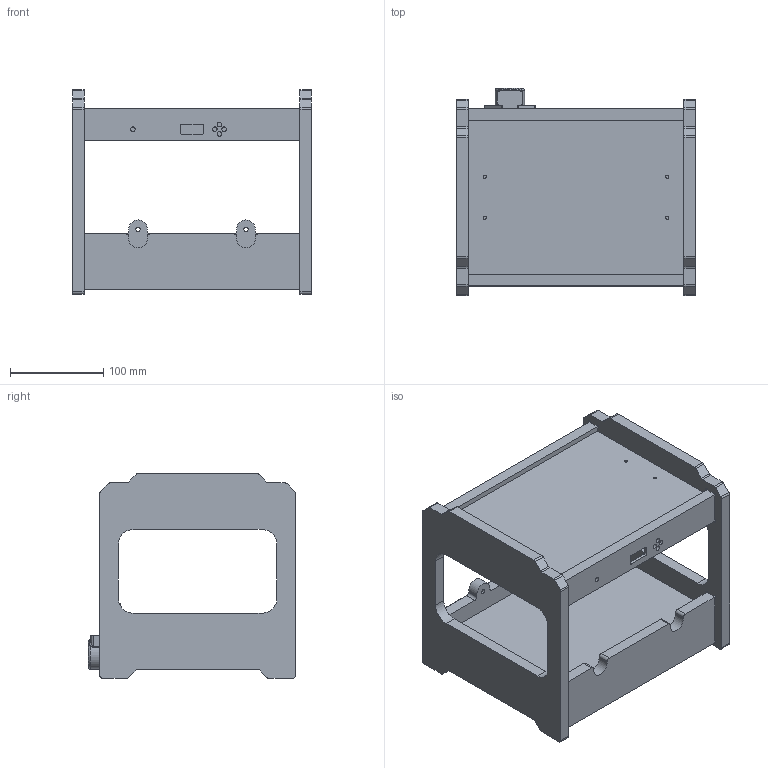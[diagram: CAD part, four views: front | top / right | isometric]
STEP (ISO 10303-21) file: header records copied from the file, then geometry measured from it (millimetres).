
FILE_DESCRIPTION(/* description */ (''),/* implementation_level */ '2;1');
FILE_NAME(/* name */ 'Microwth (12mm).step',/* time_stamp */ '2019-12-06T18:58:46+01:00',/* author */ (''),/* organization */ (''),/* preprocessor_version */ 'ST-DEVELOPER v18',/* originating_system */ 'Autodesk Translation Framework v8.12.0.6',/* authorisation */ '');
FILE_SCHEMA (('AUTOMOTIVE_DESIGN { 1 0 10303 214 3 1 1 }'));
Length unit declared in the file: millimetre
Products named in the file (12): Microwth - 1x2 - 12mm; Component2; Component3; Component4; Component5; Component6; Component7; Component1; Pump; Light assembly; Light connects; Led strip
Assembly tree (14 placements, depth 3):
  Microwth - 1x2 - 12mm
    Component1  x2
    Component2
    Component3
    Component4
    Component5
    Component6
    Component7
    Pump
    Light assembly
      Led strip  x3
      Light connects
Bounding box: 256.4 x 222.5 x 220 mm (x, y, z)
Volume: 1574347.7 mm3; surface area: 502696 mm2
Topology: 14 solids, 14 shells, 756 faces, 1990 edges, 1322 vertices
Faces by surface type: plane 510, cylinder 239, bspline 4, torus 3
Full cylindrical faces by diameter (mm): 3 x6, 3.2 x8, 3.5 x4, 4.7 x2, 5 x5, 8 x1, 10.2 x1, 15 x1, 29 x2
Entity records: 15521 total; most frequent: CARTESIAN_POINT 2779, DIRECTION 2616, ORIENTED_EDGE 2540, EDGE_CURVE 1270, LINE 902, VECTOR 902, AXIS2_PLACEMENT_3D 857, VERTEX_POINT 842
